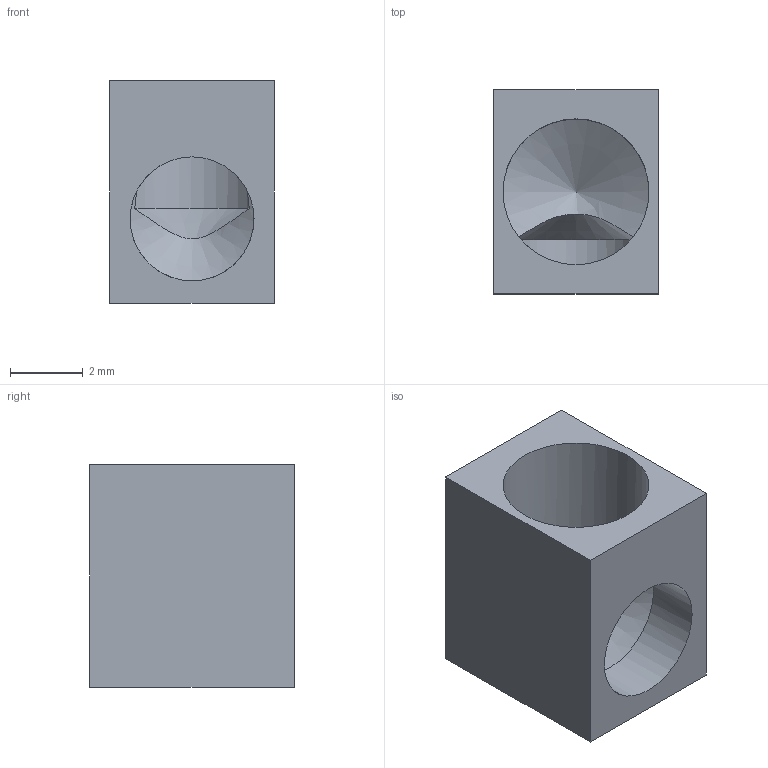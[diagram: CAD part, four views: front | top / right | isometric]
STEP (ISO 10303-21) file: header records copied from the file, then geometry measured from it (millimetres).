
FILE_DESCRIPTION(/* description */ (''),/* implementation_level */ '2;1');
FILE_NAME(/* name */ '',/* time_stamp */ '2023-09-18T18:13:49+08:00',/* author */ (''),/* organization */ (''),/* preprocessor_version */ 'ST-DEVELOPER v20',/* originating_system */ 'Autodesk Translation Framework v12.9.0.99',/* authorisation */ '');
FILE_SCHEMA (('AUTOMOTIVE_DESIGN { 1 0 10303 214 3 1 1 }'));
Length unit declared in the file: millimetre
Products named in the file (1): PCB铜柱接线端子
Bounding box: 4.5 x 5.6 x 6.1 mm (x, y, z)
Volume: 92 mm3; surface area: 222.3 mm2
Topology: 1 solids, 1 shells, 10 faces, 26 edges, 17 vertices
Faces by surface type: plane 6, cylinder 2, cone 2
Full cylindrical faces by diameter (mm): 3.4 x1, 4 x1
Entity records: 373 total; most frequent: CARTESIAN_POINT 90, ORIENTED_EDGE 50, DIRECTION 47, EDGE_CURVE 25, VERTEX_POINT 17, AXIS2_PLACEMENT_3D 16, LINE 15, VECTOR 15
